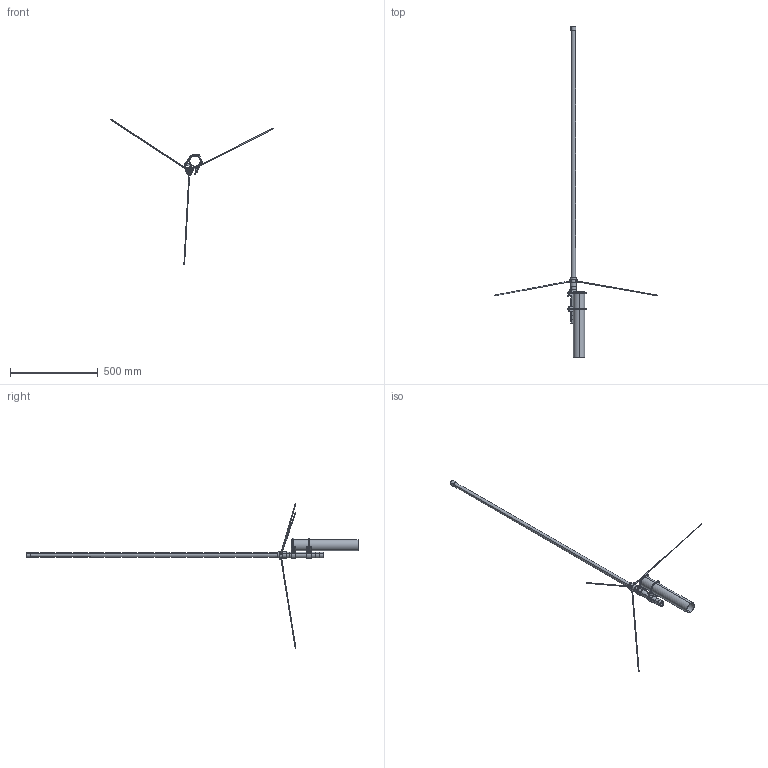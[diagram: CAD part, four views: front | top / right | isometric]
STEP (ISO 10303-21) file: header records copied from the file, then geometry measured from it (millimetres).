
FILE_DESCRIPTION (( 'STEP AP214' ), '1' );
FILE_NAME ('FMANOM1050_3D.STEP', '2022-07-28T14:46:06', ( '' ), ( '' ), 'SwSTEP 2.0', 'SolidWorks 2021', '' );
FILE_SCHEMA (( 'AUTOMOTIVE_DESIGN' ));
Length unit declared in the file: inch
Products named in the file (12): ANF-1406_FERRULE___; FMANOM1050_3D; NHM6.SS-1_91828A251; BC100_PIPE; LCANOM1050; BC100_BOLT; SP0100533_M6 FlatWasher; ANF-1406_CENTERPIN___; SP0100533_M6 LockWasher; ANF-1406_BODY; BC100_MOUNT; ANF-1406
Assembly tree (22 placements, depth 3):
  FMANOM1050_3D
    BC100_PIPE
    BC100_BOLT  x2
    BC100_MOUNT  x2
    LCANOM1050
    SP0100533_M6 LockWasher  x4
    SP0100533_M6 FlatWasher  x4
    NHM6.SS-1_91828A251  x4
    ANF-1406
      ANF-1406_BODY
      ANF-1406_CENTERPIN___
      ANF-1406_FERRULE___
Bounding box: 926.52 x 1891.16 x 828.29 mm (x, y, z)
Volume: 1090707.2 mm3; surface area: 371995.5 mm2
Topology: 21 solids, 22 shells, 6454 faces, 14532 edges, 8141 vertices
Faces by surface type: bspline 4202, cylinder 1944, plane 162, cone 130, torus 16
Entity records: 406296 total; most frequent: CARTESIAN_POINT 251386, ORIENTED_EDGE 25802, EDGE_CURVE 12901, DIRECTION 7943, VERTEX_POINT 7075, EDGE_LOOP 5916, FACE_OUTER_BOUND 5871, ADVANCED_FACE 5871
